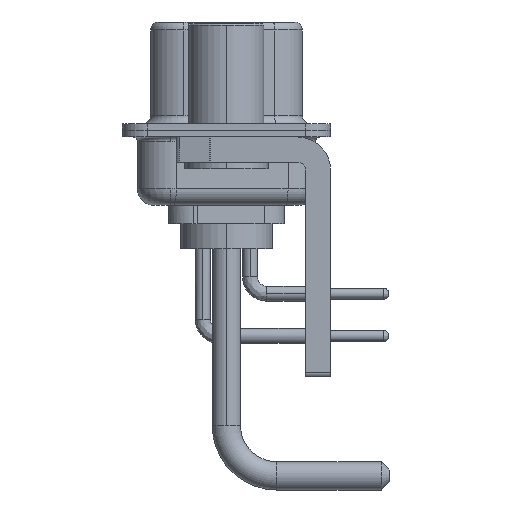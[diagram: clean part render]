
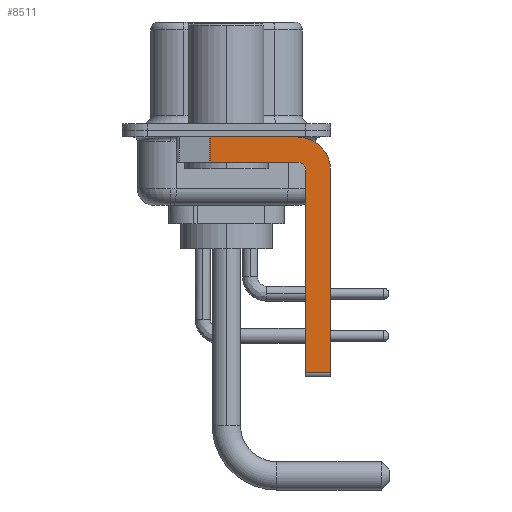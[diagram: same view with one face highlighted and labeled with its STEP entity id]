
A CAD part, left-side view. The second image highlights one B-rep face of the part: STEP entity #8511.
In plain terms, the highlighted planar face has unit normal (-1, 0, 0).
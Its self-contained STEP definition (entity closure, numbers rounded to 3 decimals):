
#129 = AXIS2_PLACEMENT_3D ( 'NONE', #27802, #14978, #16978 ) ;
#546 = CARTESIAN_POINT ( 'NONE',  ( -2.9, 0.978, -1.9 ) ) ;
#1370 = CARTESIAN_POINT ( 'NONE',  ( -2.9, -4.75, -14.55 ) ) ;
#1430 = DIRECTION ( 'NONE',  ( 0., 0., -1. ) ) ;
#1444 = ORIENTED_EDGE ( 'NONE', *, *, #3842, .F. ) ;
#1553 = ORIENTED_EDGE ( 'NONE', *, *, #3746, .F. ) ;
#2069 = ORIENTED_EDGE ( 'NONE', *, *, #8744, .F. ) ;
#2817 = CARTESIAN_POINT ( 'NONE',  ( -2.9, -4.75, -2.4 ) ) ;
#3119 = DIRECTION ( 'NONE',  ( 0., 1., 0. ) ) ;
#3392 = AXIS2_PLACEMENT_3D ( 'NONE', #11937, #5677, #1430 ) ;
#3746 = EDGE_CURVE ( 'NONE', #12373, #18239, #23948, .T. ) ;
#3791 = VECTOR ( 'NONE', #6805, 1000. ) ;
#3842 = EDGE_CURVE ( 'NONE', #27773, #12373, #17616, .T. ) ;
#4072 = LINE ( 'NONE', #12878, #10187 ) ;
#4570 = CARTESIAN_POINT ( 'NONE',  ( -2.9, -6.25, -2.4 ) ) ;
#5266 = DIRECTION ( 'NONE',  ( 1., 0., 0. ) ) ;
#5533 = PLANE ( 'NONE',  #3392 ) ;
#5677 = DIRECTION ( 'NONE',  ( 1., 0., 0. ) ) ;
#6805 = DIRECTION ( 'NONE',  ( 0., -1., 0. ) ) ;
#7465 = DIRECTION ( 'NONE',  ( 0., 0., -1. ) ) ;
#7614 = AXIS2_PLACEMENT_3D ( 'NONE', #16084, #5266, #11396 ) ;
#7939 = CARTESIAN_POINT ( 'NONE',  ( -2.9, -6.25, -14.55 ) ) ;
#8031 = CARTESIAN_POINT ( 'NONE',  ( -2.9, 0.978, -1.9 ) ) ;
#8511 = ADVANCED_FACE ( 'NONE', ( #22927 ), #5533, .F. ) ;
#8744 = EDGE_CURVE ( 'NONE', #16468, #27773, #22199, .T. ) ;
#9897 = EDGE_CURVE ( 'NONE', #16843, #18239, #4072, .T. ) ;
#10062 = LINE ( 'NONE', #27453, #14134 ) ;
#10135 = ORIENTED_EDGE ( 'NONE', *, *, #18468, .F. ) ;
#10187 = VECTOR ( 'NONE', #13020, 1000. ) ;
#10949 = VERTEX_POINT ( 'NONE', #546 ) ;
#11337 = DIRECTION ( 'NONE',  ( 0., 0., 1. ) ) ;
#11396 = DIRECTION ( 'NONE',  ( 0., 0., -1. ) ) ;
#11937 = CARTESIAN_POINT ( 'NONE',  ( -2.9, -4.25, -2.4 ) ) ;
#12373 = VERTEX_POINT ( 'NONE', #14441 ) ;
#12508 = CARTESIAN_POINT ( 'NONE',  ( -2.9, 0.978, -0.4 ) ) ;
#12755 = VERTEX_POINT ( 'NONE', #22962 ) ;
#12878 = CARTESIAN_POINT ( 'NONE',  ( -2.9, -4.25, -14.55 ) ) ;
#13020 = DIRECTION ( 'NONE',  ( 0., -1., 0. ) ) ;
#13521 = VECTOR ( 'NONE', #19804, 1000. ) ;
#14134 = VECTOR ( 'NONE', #3119, 1000. ) ;
#14441 = CARTESIAN_POINT ( 'NONE',  ( -2.9, -6.25, -2.4 ) ) ;
#14978 = DIRECTION ( 'NONE',  ( -1., 0., 0. ) ) ;
#15490 = EDGE_CURVE ( 'NONE', #16468, #10949, #27542, .T. ) ;
#15762 = CARTESIAN_POINT ( 'NONE',  ( -2.9, -4.75, -14.8 ) ) ;
#16084 = CARTESIAN_POINT ( 'NONE',  ( -2.9, -4.25, -2.4 ) ) ;
#16246 = ORIENTED_EDGE ( 'NONE', *, *, #15490, .T. ) ;
#16468 = VERTEX_POINT ( 'NONE', #12508 ) ;
#16476 = EDGE_LOOP ( 'NONE', ( #2069, #16246, #24534, #17831, #10135, #23239, #1553, #1444 ) ) ;
#16843 = VERTEX_POINT ( 'NONE', #1370 ) ;
#16978 = DIRECTION ( 'NONE',  ( 0., 0., 1. ) ) ;
#17616 = CIRCLE ( 'NONE', #7614, 2. ) ;
#17831 = ORIENTED_EDGE ( 'NONE', *, *, #23225, .F. ) ;
#18237 = EDGE_CURVE ( 'NONE', #12755, #10949, #10062, .T. ) ;
#18239 = VERTEX_POINT ( 'NONE', #7939 ) ;
#18468 = EDGE_CURVE ( 'NONE', #16843, #23777, #22178, .T. ) ;
#18764 = CIRCLE ( 'NONE', #129, 0.5 ) ;
#19804 = DIRECTION ( 'NONE',  ( 0., 0., -1. ) ) ;
#20860 = VECTOR ( 'NONE', #7465, 1000. ) ;
#22178 = LINE ( 'NONE', #15762, #24168 ) ;
#22199 = LINE ( 'NONE', #22614, #3791 ) ;
#22614 = CARTESIAN_POINT ( 'NONE',  ( -2.9, 3., -0.4 ) ) ;
#22927 = FACE_OUTER_BOUND ( 'NONE', #16476, .T. ) ;
#22962 = CARTESIAN_POINT ( 'NONE',  ( -2.9, -4.25, -1.9 ) ) ;
#23225 = EDGE_CURVE ( 'NONE', #23777, #12755, #18764, .T. ) ;
#23239 = ORIENTED_EDGE ( 'NONE', *, *, #9897, .T. ) ;
#23777 = VERTEX_POINT ( 'NONE', #2817 ) ;
#23948 = LINE ( 'NONE', #4570, #13521 ) ;
#24168 = VECTOR ( 'NONE', #11337, 1000. ) ;
#24534 = ORIENTED_EDGE ( 'NONE', *, *, #18237, .F. ) ;
#26767 = CARTESIAN_POINT ( 'NONE',  ( -2.9, -4.25, -0.4 ) ) ;
#27453 = CARTESIAN_POINT ( 'NONE',  ( -2.9, -4.25, -1.9 ) ) ;
#27542 = LINE ( 'NONE', #8031, #20860 ) ;
#27773 = VERTEX_POINT ( 'NONE', #26767 ) ;
#27802 = CARTESIAN_POINT ( 'NONE',  ( -2.9, -4.25, -2.4 ) ) ;
